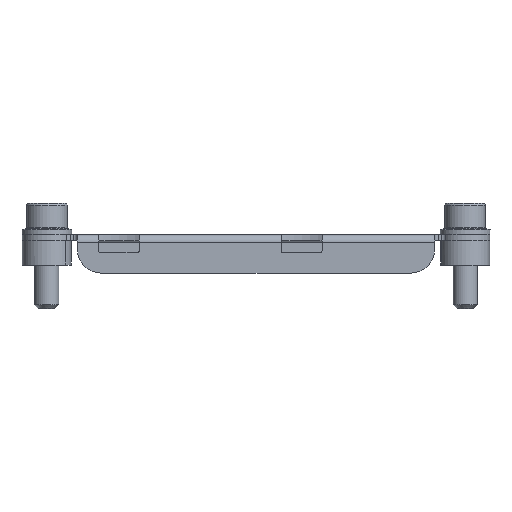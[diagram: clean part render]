
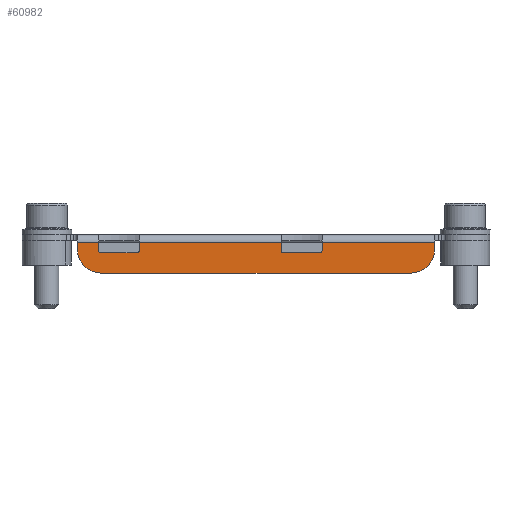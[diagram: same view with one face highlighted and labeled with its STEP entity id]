
A CAD part, front view. The second image highlights one B-rep face of the part: STEP entity #60982.
In plain terms, the highlighted planar face has unit normal (0, -1, 0).
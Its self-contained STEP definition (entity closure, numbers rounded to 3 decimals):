
#20844=DIRECTION('',(0.,0.,-1.));
#20845=VECTOR('',#20844,1.5);
#20846=CARTESIAN_POINT('',(-44.,-22.,-2.));
#20847=LINE('',#20846,#20845);
#20848=DIRECTION('',(0.,0.,1.));
#20849=VECTOR('',#20848,2.);
#20850=CARTESIAN_POINT('',(-38.75,-22.,-4.));
#20851=LINE('',#20850,#20849);
#20852=CARTESIAN_POINT('',(-38.25,-22.,-4.));
#20853=DIRECTION('',(0.,1.,0.));
#20854=DIRECTION('',(0.,0.,-1.));
#20855=AXIS2_PLACEMENT_3D('',#20852,#20853,#20854);
#20857=DIRECTION('',(-1.,0.,0.));
#20858=VECTOR('',#20857,9.);
#20859=CARTESIAN_POINT('',(-29.25,-22.,-4.5));
#20860=LINE('',#20859,#20858);
#20861=CARTESIAN_POINT('',(-29.25,-22.,-4.));
#20862=DIRECTION('',(0.,1.,0.));
#20863=DIRECTION('',(1.,0.,0.));
#20864=AXIS2_PLACEMENT_3D('',#20861,#20862,#20863);
#20866=DIRECTION('',(0.,0.,-1.));
#20867=VECTOR('',#20866,2.);
#20868=CARTESIAN_POINT('',(-28.75,-22.,-2.));
#20869=LINE('',#20868,#20867);
#20870=DIRECTION('',(0.,0.,1.));
#20871=VECTOR('',#20870,2.);
#20872=CARTESIAN_POINT('',(6.25,-22.,-4.));
#20873=LINE('',#20872,#20871);
#20874=CARTESIAN_POINT('',(6.75,-22.,-4.));
#20875=DIRECTION('',(0.,1.,0.));
#20876=DIRECTION('',(0.,0.,-1.));
#20877=AXIS2_PLACEMENT_3D('',#20874,#20875,#20876);
#20879=DIRECTION('',(-1.,0.,0.));
#20880=VECTOR('',#20879,9.);
#20881=CARTESIAN_POINT('',(15.75,-22.,-4.5));
#20882=LINE('',#20881,#20880);
#20883=CARTESIAN_POINT('',(15.75,-22.,-4.));
#20884=DIRECTION('',(0.,1.,0.));
#20885=DIRECTION('',(1.,0.,0.));
#20886=AXIS2_PLACEMENT_3D('',#20883,#20884,#20885);
#20888=DIRECTION('',(0.,0.,-1.));
#20889=VECTOR('',#20888,2.);
#20890=CARTESIAN_POINT('',(16.25,-22.,-2.));
#20891=LINE('',#20890,#20889);
#20892=DIRECTION('',(0.,0.,1.));
#20893=VECTOR('',#20892,1.5);
#20894=CARTESIAN_POINT('',(44.,-22.,-3.5));
#20895=LINE('',#20894,#20893);
#20896=CARTESIAN_POINT('',(38.,-22.,-3.5));
#20897=DIRECTION('',(0.,-1.,0.));
#20898=DIRECTION('',(0.,0.,-1.));
#20899=AXIS2_PLACEMENT_3D('',#20896,#20897,#20898);
#20901=DIRECTION('',(1.,0.,0.));
#20902=VECTOR('',#20901,76.);
#20903=CARTESIAN_POINT('',(-38.,-22.,-9.5));
#20904=LINE('',#20903,#20902);
#20905=CARTESIAN_POINT('',(-38.,-22.,-3.5));
#20906=DIRECTION('',(0.,-1.,0.));
#20907=DIRECTION('',(-1.,0.,0.));
#20908=AXIS2_PLACEMENT_3D('',#20905,#20906,#20907);
#20940=DIRECTION('',(1.,0.,0.));
#20941=VECTOR('',#20940,5.25);
#20942=CARTESIAN_POINT('',(-44.,-22.,-2.));
#20943=LINE('',#20942,#20941);
#21202=DIRECTION('',(1.,0.,0.));
#21203=VECTOR('',#21202,35.);
#21204=CARTESIAN_POINT('',(-28.75,-22.,-2.));
#21205=LINE('',#21204,#21203);
#21472=DIRECTION('',(1.,0.,0.));
#21473=VECTOR('',#21472,27.75);
#21474=CARTESIAN_POINT('',(16.25,-22.,-2.));
#21475=LINE('',#21474,#21473);
#31532=CARTESIAN_POINT('',(-29.25,-22.,-4.5));
#31534=VERTEX_POINT('',#31532);
#31535=CARTESIAN_POINT('',(-28.75,-22.,-4.));
#31536=VERTEX_POINT('',#31535);
#31541=CARTESIAN_POINT('',(-38.25,-22.,-4.5));
#31542=VERTEX_POINT('',#31541);
#31545=CARTESIAN_POINT('',(-38.75,-22.,-4.));
#31546=VERTEX_POINT('',#31545);
#31547=CARTESIAN_POINT('',(-38.75,-22.,-2.));
#31548=VERTEX_POINT('',#31547);
#31577=CARTESIAN_POINT('',(38.,-22.,-9.5));
#31578=VERTEX_POINT('',#31577);
#31579=CARTESIAN_POINT('',(-38.,-22.,-9.5));
#31580=VERTEX_POINT('',#31579);
#31582=CARTESIAN_POINT('',(44.,-22.,-3.5));
#31584=VERTEX_POINT('',#31582);
#31585=CARTESIAN_POINT('',(44.,-22.,-2.));
#31586=VERTEX_POINT('',#31585);
#31587=CARTESIAN_POINT('',(16.25,-22.,-2.));
#31588=VERTEX_POINT('',#31587);
#31591=CARTESIAN_POINT('',(16.25,-22.,-4.));
#31592=VERTEX_POINT('',#31591);
#31594=CARTESIAN_POINT('',(15.75,-22.,-4.5));
#31596=VERTEX_POINT('',#31594);
#31599=CARTESIAN_POINT('',(6.75,-22.,-4.5));
#31600=VERTEX_POINT('',#31599);
#31603=CARTESIAN_POINT('',(6.25,-22.,-4.));
#31604=VERTEX_POINT('',#31603);
#31605=CARTESIAN_POINT('',(6.25,-22.,-2.));
#31606=VERTEX_POINT('',#31605);
#31609=CARTESIAN_POINT('',(-28.75,-22.,-2.));
#31610=VERTEX_POINT('',#31609);
#31615=CARTESIAN_POINT('',(-44.,-22.,-3.5));
#31616=VERTEX_POINT('',#31615);
#31617=CARTESIAN_POINT('',(-44.,-22.,-2.));
#31618=VERTEX_POINT('',#31617);
#60940=CARTESIAN_POINT('',(51.6,-22.,-9.7));
#60941=DIRECTION('',(0.,1.,0.));
#60942=DIRECTION('',(-1.,0.,0.));
#60943=AXIS2_PLACEMENT_3D('',#60940,#60941,#60942);
#60944=PLANE('',#60943);
#60946=ORIENTED_EDGE('',*,*,#60945,.F.);
#60948=ORIENTED_EDGE('',*,*,#60947,.T.);
#60950=ORIENTED_EDGE('',*,*,#60949,.F.);
#60952=ORIENTED_EDGE('',*,*,#60951,.F.);
#60954=ORIENTED_EDGE('',*,*,#60953,.F.);
#60956=ORIENTED_EDGE('',*,*,#60955,.F.);
#60958=ORIENTED_EDGE('',*,*,#60957,.F.);
#60960=ORIENTED_EDGE('',*,*,#60959,.T.);
#60962=ORIENTED_EDGE('',*,*,#60961,.F.);
#60964=ORIENTED_EDGE('',*,*,#60963,.F.);
#60966=ORIENTED_EDGE('',*,*,#60965,.F.);
#60968=ORIENTED_EDGE('',*,*,#60967,.F.);
#60970=ORIENTED_EDGE('',*,*,#60969,.F.);
#60972=ORIENTED_EDGE('',*,*,#60971,.T.);
#60973=ORIENTED_EDGE('',*,*,#60926,.F.);
#60975=ORIENTED_EDGE('',*,*,#60974,.F.);
#60977=ORIENTED_EDGE('',*,*,#60976,.F.);
#60979=ORIENTED_EDGE('',*,*,#60978,.F.);
#60980=EDGE_LOOP('',(#60946,#60948,#60950,#60952,#60954,#60956,#60958,#60960,
#60962,#60964,#60966,#60968,#60970,#60972,#60973,#60975,#60977,#60979));
#60981=FACE_OUTER_BOUND('',#60980,.F.);
#60982=ADVANCED_FACE('',(#60981),#60944,.F.);
#20856=CIRCLE('',#20855,0.5);
#20865=CIRCLE('',#20864,0.5);
#20878=CIRCLE('',#20877,0.5);
#20887=CIRCLE('',#20886,0.5);
#20900=CIRCLE('',#20899,6.);
#20909=CIRCLE('',#20908,6.);
#60926=EDGE_CURVE('',#31584,#31586,#20895,.T.);
#60945=EDGE_CURVE('',#31618,#31616,#20847,.T.);
#60947=EDGE_CURVE('',#31618,#31548,#20943,.T.);
#60949=EDGE_CURVE('',#31546,#31548,#20851,.T.);
#60951=EDGE_CURVE('',#31542,#31546,#20856,.T.);
#60953=EDGE_CURVE('',#31534,#31542,#20860,.T.);
#60955=EDGE_CURVE('',#31536,#31534,#20865,.T.);
#60957=EDGE_CURVE('',#31610,#31536,#20869,.T.);
#60959=EDGE_CURVE('',#31610,#31606,#21205,.T.);
#60961=EDGE_CURVE('',#31604,#31606,#20873,.T.);
#60963=EDGE_CURVE('',#31600,#31604,#20878,.T.);
#60965=EDGE_CURVE('',#31596,#31600,#20882,.T.);
#60967=EDGE_CURVE('',#31592,#31596,#20887,.T.);
#60969=EDGE_CURVE('',#31588,#31592,#20891,.T.);
#60971=EDGE_CURVE('',#31588,#31586,#21475,.T.);
#60974=EDGE_CURVE('',#31578,#31584,#20900,.T.);
#60976=EDGE_CURVE('',#31580,#31578,#20904,.T.);
#60978=EDGE_CURVE('',#31616,#31580,#20909,.T.);
